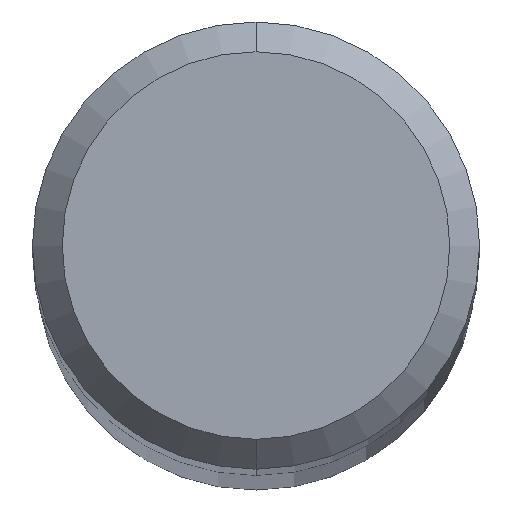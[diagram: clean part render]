
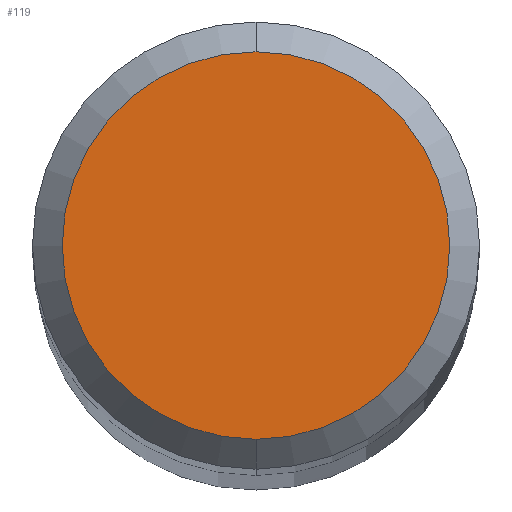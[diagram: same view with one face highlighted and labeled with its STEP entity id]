
A CAD part, top view. The second image highlights one B-rep face of the part: STEP entity #119.
In plain terms, the highlighted planar face has unit normal (0, 0, 1).
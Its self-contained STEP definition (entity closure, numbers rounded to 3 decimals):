
#119=ADVANCED_FACE('',(#273),#274,.T.);
#129=EDGE_CURVE('',#163,#131,#284,.T.);
#131=VERTEX_POINT('',#286);
#163=VERTEX_POINT('',#324);
#193=EDGE_CURVE('',#131,#163,#358,.T.);
#273=FACE_OUTER_BOUND('',#441,.T.);
#274=PLANE('',#442);
#284=CIRCLE('',#458,2.6);
#286=CARTESIAN_POINT('',(0.0,2.6,0.0));
#324=CARTESIAN_POINT('',(0.,-2.6,0.0));
#358=CIRCLE('',#546,2.6);
#441=EDGE_LOOP('',(#640,#641));
#442=AXIS2_PLACEMENT_3D('',#642,#643,#644);
#458=AXIS2_PLACEMENT_3D('',#650,#651,#652);
#546=AXIS2_PLACEMENT_3D('',#748,#749,#750);
#640=ORIENTED_EDGE('',*,*,#193,.F.);
#641=ORIENTED_EDGE('',*,*,#129,.F.);
#642=CARTESIAN_POINT('',(0.0,1.3,0.0));
#643=DIRECTION('',(-0.0,0.0,1.0));
#644=DIRECTION('',(0.0,-1.0,0.0));
#650=CARTESIAN_POINT('',(0.0,0.0,0.0));
#651=DIRECTION('',(0.0,0.0,-1.0));
#652=DIRECTION('',(0.0,1.0,0.0));
#748=CARTESIAN_POINT('',(0.0,0.0,0.0));
#749=DIRECTION('',(0.0,0.0,-1.0));
#750=DIRECTION('',(0.0,1.0,0.0));
